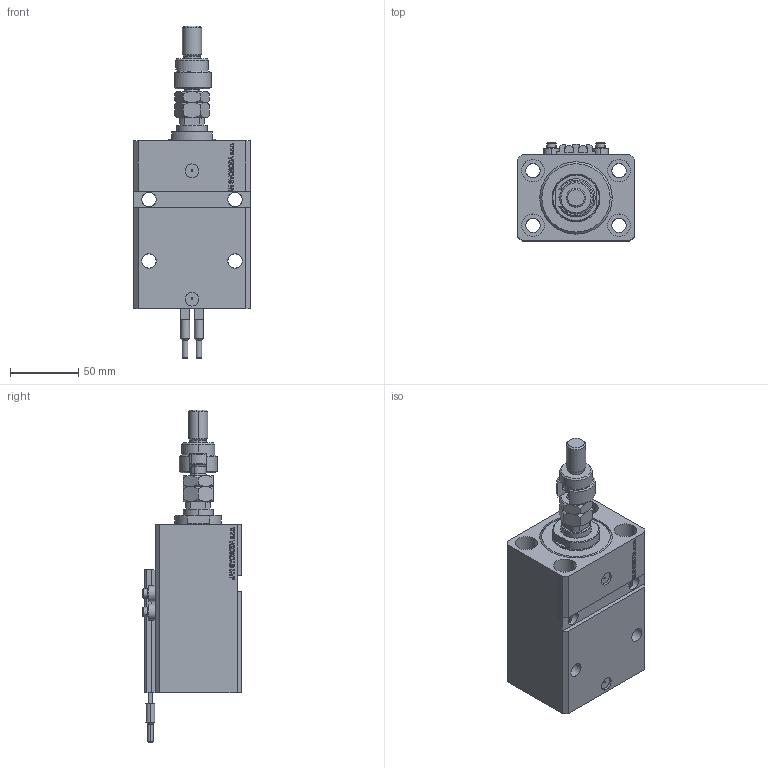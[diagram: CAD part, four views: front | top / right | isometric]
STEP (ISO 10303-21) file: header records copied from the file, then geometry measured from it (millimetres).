
FILE_DESCRIPTION (( 'STEP AP203' ), '1' );
FILE_NAME ('0df3.STEP', '2023-10-07T17:47:45', ( '' ), ( '' ), 'SwSTEP 2.0', 'SolidWorks 2019', '' );
FILE_SCHEMA (( 'CONFIG_CONTROL_DESIGN' ));
Length unit declared in the file: millimetre
Products named in the file (9): V250CE_E_Body 993c9e4e6cd25266052e33d0fab17620; MFA 993c9e4e6cd25266052e33d0fab17620; V250CE_C_VCP 993c9e4e6cd25266052e33d0fab17620; DFA 993c9e4e6cd25266052e33d0fab17620; 0df3; FEMALE_PART_FOR_DFA 993c9e4e6cd25266052e33d0fab17620; SWITCH_V250CE 993c9e4e6cd25266052e33d0fab17620; ALLEN BOLT V250CE 993c9e4e6cd25266052e33d0fab17620; V250CE_VC_E 993c9e4e6cd25266052e33d0fab17620
Assembly tree (12 placements, depth 3):
  0df3
    V250CE_E_Body 993c9e4e6cd25266052e33d0fab17620
    ALLEN BOLT V250CE 993c9e4e6cd25266052e33d0fab17620  x4
    V250CE_C_VCP 993c9e4e6cd25266052e33d0fab17620
    V250CE_VC_E 993c9e4e6cd25266052e33d0fab17620
    DFA 993c9e4e6cd25266052e33d0fab17620
      FEMALE_PART_FOR_DFA 993c9e4e6cd25266052e33d0fab17620
      MFA 993c9e4e6cd25266052e33d0fab17620
    SWITCH_V250CE 993c9e4e6cd25266052e33d0fab17620  x2
Bounding box: 85 x 72 x 243 mm (x, y, z)
Volume: 582126.3 mm3; surface area: 130039 mm2
Topology: 12 solids, 12 shells, 1244 faces, 3063 edges, 1953 vertices
Faces by surface type: plane 595, bspline 356, cylinder 171, cone 100, torus 22
Entity records: 51763 total; most frequent: CARTESIAN_POINT 25859, ORIENTED_EDGE 5708, DIRECTION 3958, EDGE_CURVE 2854, VERTEX_POINT 1839, LINE 1690, VECTOR 1690, EDGE_LOOP 1283
